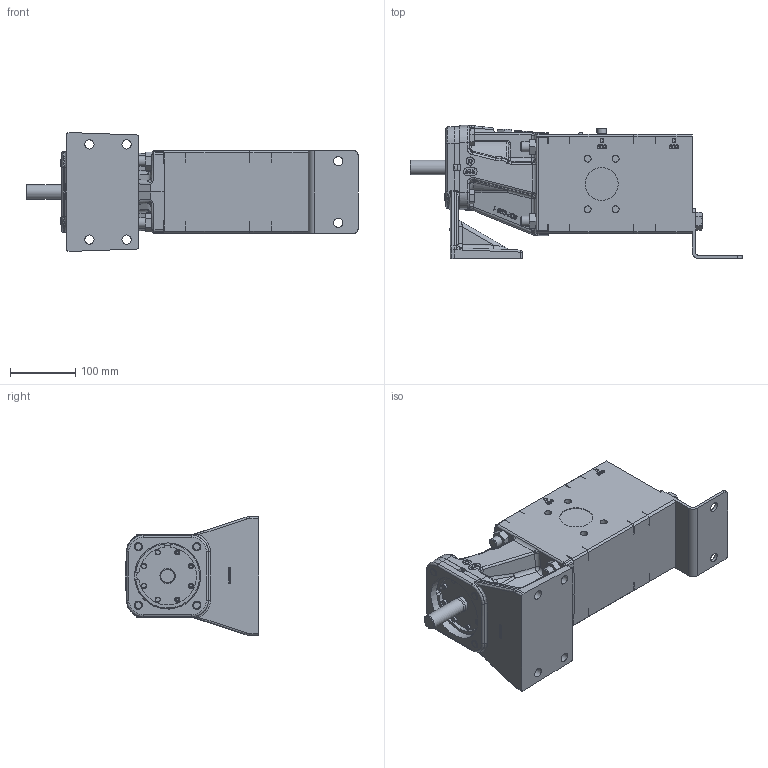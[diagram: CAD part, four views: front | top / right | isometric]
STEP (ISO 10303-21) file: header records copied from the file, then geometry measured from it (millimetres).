
FILE_DESCRIPTION (( 'STEP AP214' ), '1' );
FILE_NAME ('GPV-1026-034-U.STEP', '2016-09-27T18:46:10', ( '' ), ( '' ), 'SwSTEP 2.0', 'SolidWorks 2015', '' );
FILE_SCHEMA (( 'AUTOMOTIVE_DESIGN' ));
Length unit declared in the file: inch
Products named in the file (1): GPV-1026-034-U
Bounding box: 510.04 x 204.38 x 182.48 mm (x, y, z)
Volume: 6732823.1 mm3; surface area: 412171.1 mm2
Topology: 6 solids, 6 shells, 2165 faces, 5455 edges, 3505 vertices
Faces by surface type: plane 1333, bspline 424, cylinder 259, cone 116, sphere 30, torus 3
Full cylindrical faces by diameter (mm): 7.925 x8, 10.716 x12, 12.7 x6, 14.275 x6, 14.287 x4, 14.288 x1, 15.681 x4, 22.212 x1, 23.647 x1, 25.4 x1, 29.972 x1, 38.1 x1, 50.8 x2, 101.689 x1
Entity records: 162553 total; most frequent: CARTESIAN_POINT 86500, ORIENTED_EDGE 10490, DIRECTION 8261, EDGE_CURVE 5245, VECTOR 3575, LINE 3575, VERTEX_POINT 3462, EDGE_LOOP 2565
